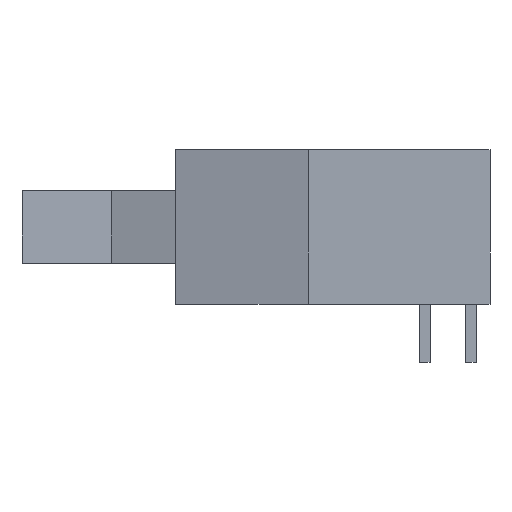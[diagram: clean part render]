
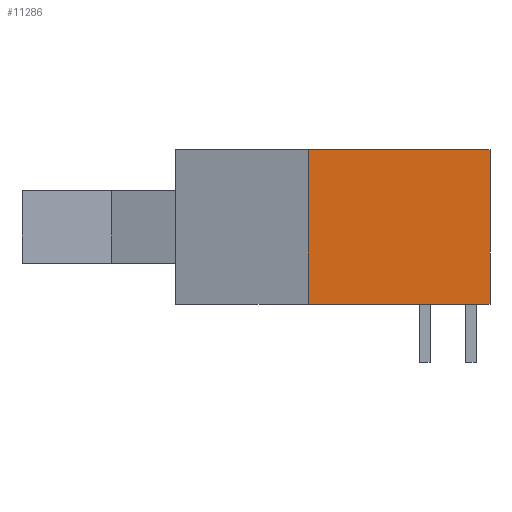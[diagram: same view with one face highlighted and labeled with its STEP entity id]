
A CAD part, left-side view. The second image highlights one B-rep face of the part: STEP entity #11286.
In plain terms, the highlighted planar face has unit normal (-1, 0, 0).
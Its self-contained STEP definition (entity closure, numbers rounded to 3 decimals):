
#10713=CARTESIAN_POINT('',(-26.3,-2.324,0.0));
#10714=VERTEX_POINT('',#10713);
#10721=CARTESIAN_POINT('',(-26.3,7.676,0.0));
#10722=VERTEX_POINT('',#10721);
#10723=CARTESIAN_POINT('',(-26.3,2.676,0.0));
#10724=DIRECTION('',(-0.0,-1.0,0.0));
#10725=VECTOR('',#10724,1.0);
#10726=LINE('',#10723,#10725);
#10727=EDGE_CURVE('n� 440',#10722,#10714,#10726,.T.);
#11239=CARTESIAN_POINT('',(-26.3,7.676,8.5));
#11240=VERTEX_POINT('',#11239);
#11249=CARTESIAN_POINT('',(-26.3,7.676,4.25));
#11250=DIRECTION('',(0.0,0.0,-1.0));
#11251=VECTOR('',#11250,1.0);
#11252=LINE('',#11249,#11251);
#11253=EDGE_CURVE('n� 437',#11240,#10722,#11252,.T.);
#11263=CARTESIAN_POINT('',(-26.3,-2.324,8.5));
#11264=VERTEX_POINT('',#11263);
#11265=CARTESIAN_POINT('',(-26.3,6.326,8.5));
#11266=DIRECTION('',(0.0,-1.0,-0.0));
#11267=VECTOR('',#11266,1.0);
#11268=LINE('',#11265,#11267);
#11269=EDGE_CURVE('n� 78',#11240,#11264,#11268,.T.);
#11270=ORIENTED_EDGE('',*,*,#11269,.F.);
#11271=ORIENTED_EDGE('',*,*,#11253,.T.);
#11272=ORIENTED_EDGE('',*,*,#10727,.T.);
#11273=CARTESIAN_POINT('',(-26.3,-2.324,4.25));
#11274=DIRECTION('',(-0.0,-0.0,-1.0));
#11275=VECTOR('',#11274,1.0);
#11276=LINE('',#11273,#11275);
#11277=EDGE_CURVE('n� 347',#11264,#10714,#11276,.T.);
#11278=ORIENTED_EDGE('',*,*,#11277,.F.);
#11279=EDGE_LOOP('',(#11270,#11271,#11272,#11278));
#11280=FACE_OUTER_BOUND('',#11279,.T.);
#11281=CARTESIAN_POINT('',(-26.3,7.676,0.0));
#11282=DIRECTION('',(-1.0,0.0,0.0));
#11283=DIRECTION('',(0.0,-1.0,0.0));
#11284=AXIS2_PLACEMENT_3D('',#11281,#11282,#11283);
#11285=PLANE('',#11284);
#11286=ADVANCED_FACE('n� 434',(#11280),#11285,.T.);
